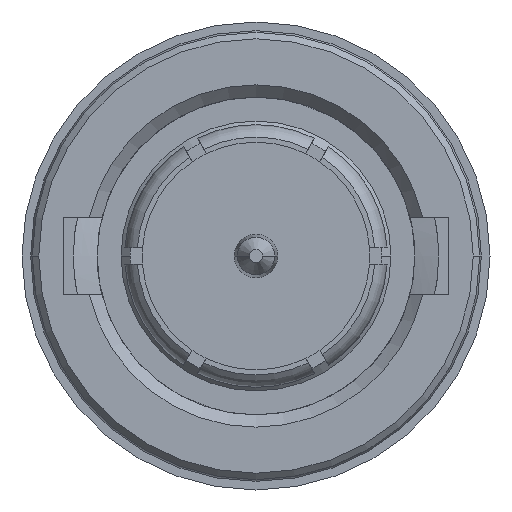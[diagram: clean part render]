
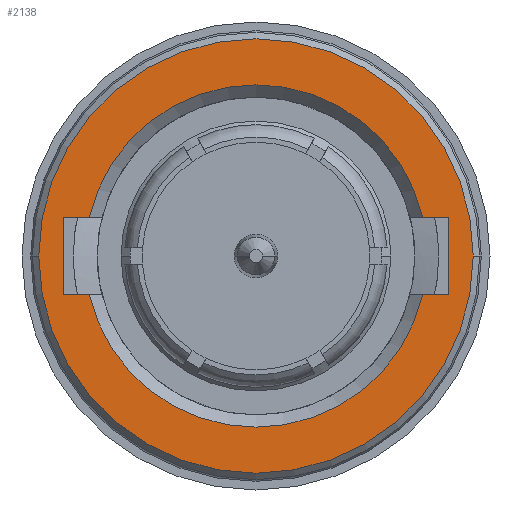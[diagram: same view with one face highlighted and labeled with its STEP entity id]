
A CAD part, left-side view. The second image highlights one B-rep face of the part: STEP entity #2138.
In plain terms, the highlighted planar face has unit normal (-1, 0, 0).
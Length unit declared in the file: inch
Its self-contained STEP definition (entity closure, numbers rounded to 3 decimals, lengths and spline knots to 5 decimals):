
#1=CARTESIAN_POINT('',(0.,0.,0.));
#2=DIRECTION('',(-1.,0.,0.));
#3=DIRECTION('',(0.,1.,0.));
#4=AXIS2_PLACEMENT_3D('',#1,#2,#3);
#6=CARTESIAN_POINT('',(0.,0.,0.));
#7=DIRECTION('',(-1.,0.,0.));
#8=DIRECTION('',(0.,-1.,0.));
#9=AXIS2_PLACEMENT_3D('',#6,#7,#8);
#11=DIRECTION('',(0.,-1.,0.));
#12=VECTOR('',#11,0.03087);
#13=CARTESIAN_POINT('',(0.,-0.20313,-0.047));
#14=LINE('',#13,#12);
#15=DIRECTION('',(0.,0.,1.));
#16=VECTOR('',#15,0.094);
#17=CARTESIAN_POINT('',(0.,-0.234,-0.047));
#18=LINE('',#17,#16);
#19=DIRECTION('',(0.,1.,0.));
#20=VECTOR('',#19,0.03087);
#21=CARTESIAN_POINT('',(0.,-0.234,0.047));
#22=LINE('',#21,#20);
#23=DIRECTION('',(0.,1.,0.));
#24=VECTOR('',#23,0.03087);
#25=CARTESIAN_POINT('',(0.,0.20313,0.047));
#26=LINE('',#25,#24);
#27=DIRECTION('',(0.,0.,-1.));
#28=VECTOR('',#27,0.094);
#29=CARTESIAN_POINT('',(0.,0.234,0.047));
#30=LINE('',#29,#28);
#31=DIRECTION('',(0.,-1.,0.));
#32=VECTOR('',#31,0.03087);
#33=CARTESIAN_POINT('',(0.,0.234,-0.047));
#34=LINE('',#33,#32);
#168=CARTESIAN_POINT('',(0.,0.,0.));
#169=DIRECTION('',(1.,0.,0.));
#170=DIRECTION('',(0.,-0.974,-0.225));
#171=AXIS2_PLACEMENT_3D('',#168,#169,#170);
#1225=CARTESIAN_POINT('',(0.,0.,0.));
#1226=DIRECTION('',(1.,0.,0.));
#1227=DIRECTION('',(0.,0.974,0.225));
#1228=AXIS2_PLACEMENT_3D('',#1225,#1226,#1227);
#1771=CARTESIAN_POINT('',(0.,0.20313,0.047));
#1772=CARTESIAN_POINT('',(0.,0.234,0.047));
#1773=VERTEX_POINT('',#1771);
#1774=VERTEX_POINT('',#1772);
#1775=CARTESIAN_POINT('',(0.,0.234,-0.047));
#1776=VERTEX_POINT('',#1775);
#1777=CARTESIAN_POINT('',(0.,0.20313,-0.047));
#1778=VERTEX_POINT('',#1777);
#1785=CARTESIAN_POINT('',(0.,-0.20313,-0.047));
#1786=CARTESIAN_POINT('',(0.,-0.234,-0.047));
#1787=VERTEX_POINT('',#1785);
#1788=VERTEX_POINT('',#1786);
#1789=CARTESIAN_POINT('',(0.,-0.234,0.047));
#1790=VERTEX_POINT('',#1789);
#1791=CARTESIAN_POINT('',(0.,-0.20313,0.047));
#1792=VERTEX_POINT('',#1791);
#1845=CARTESIAN_POINT('',(0.,0.26457,0.));
#1846=CARTESIAN_POINT('',(0.,-0.26457,0.));
#1847=VERTEX_POINT('',#1845);
#1848=VERTEX_POINT('',#1846);
#2109=CARTESIAN_POINT('',(0.,0.,0.));
#2110=DIRECTION('',(1.,0.,0.));
#2111=DIRECTION('',(0.,0.,1.));
#2112=AXIS2_PLACEMENT_3D('',#2109,#2110,#2111);
#2113=PLANE('',#2112);
#2115=ORIENTED_EDGE('',*,*,#2114,.F.);
#2117=ORIENTED_EDGE('',*,*,#2116,.F.);
#2118=EDGE_LOOP('',(#2115,#2117));
#2119=FACE_OUTER_BOUND('',#2118,.F.);
#2121=ORIENTED_EDGE('',*,*,#2120,.T.);
#2123=ORIENTED_EDGE('',*,*,#2122,.T.);
#2125=ORIENTED_EDGE('',*,*,#2124,.T.);
#2127=ORIENTED_EDGE('',*,*,#2126,.F.);
#2129=ORIENTED_EDGE('',*,*,#2128,.T.);
#2131=ORIENTED_EDGE('',*,*,#2130,.T.);
#2133=ORIENTED_EDGE('',*,*,#2132,.T.);
#2135=ORIENTED_EDGE('',*,*,#2134,.F.);
#2136=EDGE_LOOP('',(#2121,#2123,#2125,#2127,#2129,#2131,#2133,#2135));
#2137=FACE_BOUND('',#2136,.F.);
#2138=ADVANCED_FACE('',(#2119,#2137),#2113,.F.);
#5=CIRCLE('',#4,0.26457);
#10=CIRCLE('',#9,0.26457);
#172=CIRCLE('',#171,0.2085);
#1229=CIRCLE('',#1228,0.2085);
#2114=EDGE_CURVE('',#1847,#1848,#5,.T.);
#2116=EDGE_CURVE('',#1848,#1847,#10,.T.);
#2120=EDGE_CURVE('',#1787,#1788,#14,.T.);
#2122=EDGE_CURVE('',#1788,#1790,#18,.T.);
#2124=EDGE_CURVE('',#1790,#1792,#22,.T.);
#2126=EDGE_CURVE('',#1773,#1792,#1229,.T.);
#2128=EDGE_CURVE('',#1773,#1774,#26,.T.);
#2130=EDGE_CURVE('',#1774,#1776,#30,.T.);
#2132=EDGE_CURVE('',#1776,#1778,#34,.T.);
#2134=EDGE_CURVE('',#1787,#1778,#172,.T.);
